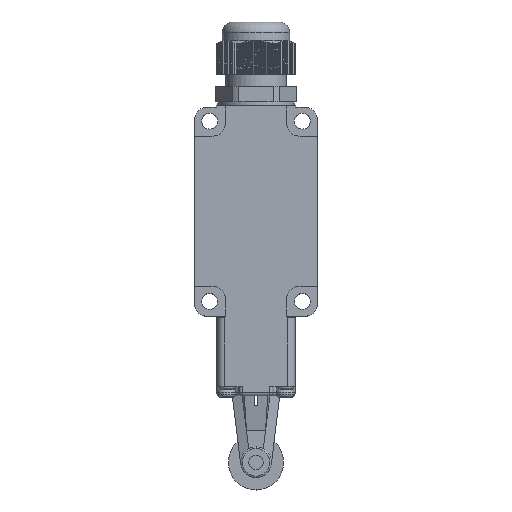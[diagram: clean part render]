
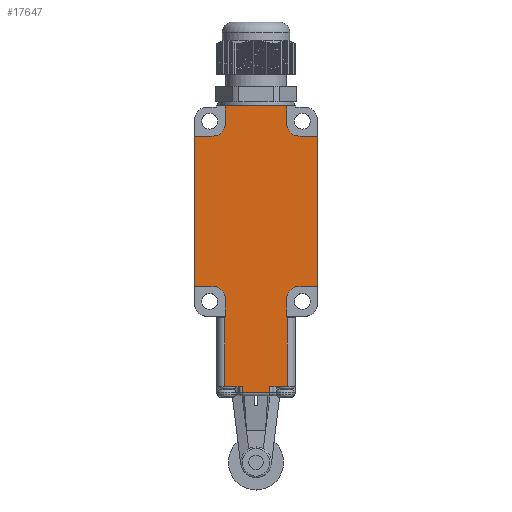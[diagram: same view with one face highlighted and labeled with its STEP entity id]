
A CAD part, top view. The second image highlights one B-rep face of the part: STEP entity #17647.
In plain terms, the highlighted face is planar.
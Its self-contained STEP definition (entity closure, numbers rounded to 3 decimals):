
#11817=DIRECTION('',(1.,0.,0.));
#11818=VECTOR('',#11817,5.75);
#11819=CARTESIAN_POINT('',(-10.25,0.,-56.9));
#11820=LINE('',#11819,#11818);
#11834=DIRECTION('',(1.,0.,0.));
#11835=VECTOR('',#11834,5.75);
#11836=CARTESIAN_POINT('',(4.5,0.,-56.9));
#11837=LINE('',#11836,#11835);
#12051=DIRECTION('',(0.,0.,1.));
#12052=VECTOR('',#12051,2.);
#12053=CARTESIAN_POINT('',(4.5,0.,-58.9));
#12054=LINE('',#12053,#12052);
#12055=DIRECTION('',(-1.,0.,0.));
#12056=VECTOR('',#12055,9.);
#12057=CARTESIAN_POINT('',(4.5,0.,-58.9));
#12058=LINE('',#12057,#12056);
#12059=DIRECTION('',(0.,0.,-1.));
#12060=VECTOR('',#12059,2.);
#12061=CARTESIAN_POINT('',(-4.5,0.,-56.9));
#12062=LINE('',#12061,#12060);
#12063=DIRECTION('',(1.,0.,0.));
#12064=VECTOR('',#12063,3.);
#12065=CARTESIAN_POINT('',(-13.,0.,-34.));
#12066=LINE('',#12065,#12064);
#12067=DIRECTION('',(0.,0.,1.));
#12068=VECTOR('',#12067,5.65);
#12069=CARTESIAN_POINT('',(-10.,0.,-34.));
#12070=LINE('',#12069,#12068);
#12071=CARTESIAN_POINT('',(-14.,0.,-28.35));
#12072=DIRECTION('',(0.,-1.,0.));
#12073=DIRECTION('',(1.,0.,0.));
#12074=AXIS2_PLACEMENT_3D('',#12071,#12072,#12073);
#12076=DIRECTION('',(1.,0.,0.));
#12077=VECTOR('',#12076,6.);
#12078=CARTESIAN_POINT('',(-20.,0.,-24.35));
#12079=LINE('',#12078,#12077);
#12080=DIRECTION('',(0.,0.,1.));
#12081=VECTOR('',#12080,49.);
#12082=CARTESIAN_POINT('',(-20.,0.,-24.35));
#12083=LINE('',#12082,#12081);
#12084=DIRECTION('',(1.,0.,0.));
#12085=VECTOR('',#12084,6.);
#12086=CARTESIAN_POINT('',(-20.,0.,24.65));
#12087=LINE('',#12086,#12085);
#12088=CARTESIAN_POINT('',(-14.,0.,28.65));
#12089=DIRECTION('',(0.,-1.,0.));
#12090=DIRECTION('',(0.,0.,-1.));
#12091=AXIS2_PLACEMENT_3D('',#12088,#12089,#12090);
#12093=DIRECTION('',(0.,0.,-1.));
#12094=VECTOR('',#12093,5.85);
#12095=CARTESIAN_POINT('',(-10.,0.,34.5));
#12096=LINE('',#12095,#12094);
#12097=DIRECTION('',(1.,0.,0.));
#12098=VECTOR('',#12097,20.);
#12099=CARTESIAN_POINT('',(-10.,0.,34.5));
#12100=LINE('',#12099,#12098);
#12101=DIRECTION('',(0.,0.,-1.));
#12102=VECTOR('',#12101,5.85);
#12103=CARTESIAN_POINT('',(10.,0.,34.5));
#12104=LINE('',#12103,#12102);
#12105=CARTESIAN_POINT('',(14.,0.,28.65));
#12106=DIRECTION('',(0.,-1.,0.));
#12107=DIRECTION('',(-1.,0.,0.));
#12108=AXIS2_PLACEMENT_3D('',#12105,#12106,#12107);
#12110=DIRECTION('',(-1.,0.,0.));
#12111=VECTOR('',#12110,6.);
#12112=CARTESIAN_POINT('',(20.,0.,24.65));
#12113=LINE('',#12112,#12111);
#12114=DIRECTION('',(0.,0.,-1.));
#12115=VECTOR('',#12114,49.);
#12116=CARTESIAN_POINT('',(20.,0.,24.65));
#12117=LINE('',#12116,#12115);
#12118=DIRECTION('',(-1.,0.,0.));
#12119=VECTOR('',#12118,6.);
#12120=CARTESIAN_POINT('',(20.,0.,-24.35));
#12121=LINE('',#12120,#12119);
#12122=CARTESIAN_POINT('',(14.,0.,-28.35));
#12123=DIRECTION('',(0.,-1.,0.));
#12124=DIRECTION('',(0.,0.,1.));
#12125=AXIS2_PLACEMENT_3D('',#12122,#12123,#12124);
#12127=DIRECTION('',(0.,0.,-1.));
#12128=VECTOR('',#12127,5.65);
#12129=CARTESIAN_POINT('',(10.,0.,-28.35));
#12130=LINE('',#12129,#12128);
#12131=DIRECTION('',(1.,0.,0.));
#12132=VECTOR('',#12131,3.);
#12133=CARTESIAN_POINT('',(10.,0.,-34.));
#12134=LINE('',#12133,#12132);
#12135=DIRECTION('',(0.,0.,-1.));
#12136=VECTOR('',#12135,0.5);
#12137=CARTESIAN_POINT('',(13.,0.,-34.));
#12138=LINE('',#12137,#12136);
#12139=DIRECTION('',(0.,0.,-1.));
#12140=VECTOR('',#12139,22.4);
#12141=CARTESIAN_POINT('',(10.25,0.,-34.5));
#12142=LINE('',#12141,#12140);
#12369=DIRECTION('',(-1.,0.,0.));
#12370=VECTOR('',#12369,2.75);
#12371=CARTESIAN_POINT('',(13.,0.,-34.5));
#12372=LINE('',#12371,#12370);
#12408=DIRECTION('',(-1.,0.,0.));
#12409=VECTOR('',#12408,2.75);
#12410=CARTESIAN_POINT('',(-10.25,0.,-34.5));
#12411=LINE('',#12410,#12409);
#14678=DIRECTION('',(0.,0.,-1.));
#14679=VECTOR('',#14678,0.5);
#14680=CARTESIAN_POINT('',(-13.,0.,-34.));
#14681=LINE('',#14680,#14679);
#14704=DIRECTION('',(0.,0.,-1.));
#14705=VECTOR('',#14704,22.4);
#14706=CARTESIAN_POINT('',(-10.25,0.,-34.5));
#14707=LINE('',#14706,#14705);
#16219=CARTESIAN_POINT('',(13.,0.,-34.5));
#16220=VERTEX_POINT('',#16219);
#16221=CARTESIAN_POINT('',(-13.,0.,-34.5));
#16223=VERTEX_POINT('',#16221);
#16527=CARTESIAN_POINT('',(20.,0.,-24.35));
#16528=CARTESIAN_POINT('',(14.,0.,-24.35));
#16529=VERTEX_POINT('',#16527);
#16530=VERTEX_POINT('',#16528);
#16531=CARTESIAN_POINT('',(10.,0.,-28.35));
#16532=VERTEX_POINT('',#16531);
#16533=CARTESIAN_POINT('',(10.,0.,-34.));
#16534=VERTEX_POINT('',#16533);
#16535=CARTESIAN_POINT('',(13.,0.,-34.));
#16536=VERTEX_POINT('',#16535);
#16537=CARTESIAN_POINT('',(-13.,0.,-34.));
#16538=CARTESIAN_POINT('',(-10.,0.,-34.));
#16539=VERTEX_POINT('',#16537);
#16540=VERTEX_POINT('',#16538);
#16541=CARTESIAN_POINT('',(-10.,0.,-28.35));
#16542=VERTEX_POINT('',#16541);
#16543=CARTESIAN_POINT('',(-14.,0.,-24.35));
#16544=VERTEX_POINT('',#16543);
#16545=CARTESIAN_POINT('',(-20.,0.,-24.35));
#16546=VERTEX_POINT('',#16545);
#16547=CARTESIAN_POINT('',(10.,0.,34.5));
#16548=CARTESIAN_POINT('',(10.,0.,28.65));
#16549=VERTEX_POINT('',#16547);
#16550=VERTEX_POINT('',#16548);
#16551=CARTESIAN_POINT('',(14.,0.,24.65));
#16552=VERTEX_POINT('',#16551);
#16553=CARTESIAN_POINT('',(20.,0.,24.65));
#16554=VERTEX_POINT('',#16553);
#16555=CARTESIAN_POINT('',(-20.,0.,24.65));
#16556=CARTESIAN_POINT('',(-14.,0.,24.65));
#16557=VERTEX_POINT('',#16555);
#16558=VERTEX_POINT('',#16556);
#16559=CARTESIAN_POINT('',(-10.,0.,28.65));
#16560=VERTEX_POINT('',#16559);
#16561=CARTESIAN_POINT('',(-10.,0.,34.5));
#16562=VERTEX_POINT('',#16561);
#16671=CARTESIAN_POINT('',(10.25,0.,-34.5));
#16672=VERTEX_POINT('',#16671);
#16673=CARTESIAN_POINT('',(-10.25,0.,-34.5));
#16674=VERTEX_POINT('',#16673);
#16700=CARTESIAN_POINT('',(10.25,0.,-56.9));
#16702=VERTEX_POINT('',#16700);
#16703=CARTESIAN_POINT('',(-10.25,0.,-56.9));
#16705=VERTEX_POINT('',#16703);
#16727=CARTESIAN_POINT('',(4.5,0.,-58.9));
#16728=CARTESIAN_POINT('',(4.5,0.,-56.9));
#16729=VERTEX_POINT('',#16727);
#16730=VERTEX_POINT('',#16728);
#16755=CARTESIAN_POINT('',(-4.5,0.,-58.9));
#16756=VERTEX_POINT('',#16755);
#16759=CARTESIAN_POINT('',(-4.5,0.,-56.9));
#16760=VERTEX_POINT('',#16759);
#17588=CARTESIAN_POINT('',(0.,0.,0.));
#17589=DIRECTION('',(0.,1.,0.));
#17590=DIRECTION('',(1.,0.,0.));
#17591=AXIS2_PLACEMENT_3D('',#17588,#17589,#17590);
#17592=PLANE('',#17591);
#17593=ORIENTED_EDGE('',*,*,#17556,.F.);
#17594=ORIENTED_EDGE('',*,*,#17579,.T.);
#17596=ORIENTED_EDGE('',*,*,#17595,.F.);
#17597=ORIENTED_EDGE('',*,*,#17301,.F.);
#17599=ORIENTED_EDGE('',*,*,#17598,.F.);
#17601=ORIENTED_EDGE('',*,*,#17600,.T.);
#17603=ORIENTED_EDGE('',*,*,#17602,.F.);
#17605=ORIENTED_EDGE('',*,*,#17604,.T.);
#17607=ORIENTED_EDGE('',*,*,#17606,.T.);
#17609=ORIENTED_EDGE('',*,*,#17608,.T.);
#17611=ORIENTED_EDGE('',*,*,#17610,.F.);
#17613=ORIENTED_EDGE('',*,*,#17612,.T.);
#17615=ORIENTED_EDGE('',*,*,#17614,.T.);
#17617=ORIENTED_EDGE('',*,*,#17616,.T.);
#17619=ORIENTED_EDGE('',*,*,#17618,.F.);
#17621=ORIENTED_EDGE('',*,*,#17620,.T.);
#17623=ORIENTED_EDGE('',*,*,#17622,.T.);
#17625=ORIENTED_EDGE('',*,*,#17624,.T.);
#17627=ORIENTED_EDGE('',*,*,#17626,.F.);
#17629=ORIENTED_EDGE('',*,*,#17628,.T.);
#17631=ORIENTED_EDGE('',*,*,#17630,.T.);
#17633=ORIENTED_EDGE('',*,*,#17632,.T.);
#17635=ORIENTED_EDGE('',*,*,#17634,.T.);
#17637=ORIENTED_EDGE('',*,*,#17636,.T.);
#17639=ORIENTED_EDGE('',*,*,#17638,.T.);
#17641=ORIENTED_EDGE('',*,*,#17640,.T.);
#17643=ORIENTED_EDGE('',*,*,#17642,.T.);
#17644=ORIENTED_EDGE('',*,*,#17327,.F.);
#17645=EDGE_LOOP('',(#17593,#17594,#17596,#17597,#17599,#17601,#17603,#17605,
#17607,#17609,#17611,#17613,#17615,#17617,#17619,#17621,#17623,#17625,#17627,
#17629,#17631,#17633,#17635,#17637,#17639,#17641,#17643,#17644));
#17646=FACE_OUTER_BOUND('',#17645,.F.);
#12075=CIRCLE('',#12074,4.);
#12092=CIRCLE('',#12091,4.);
#12109=CIRCLE('',#12108,4.);
#12126=CIRCLE('',#12125,4.);
#17301=EDGE_CURVE('',#16705,#16760,#11820,.T.);
#17327=EDGE_CURVE('',#16730,#16702,#11837,.T.);
#17556=EDGE_CURVE('',#16729,#16730,#12054,.T.);
#17579=EDGE_CURVE('',#16729,#16756,#12058,.T.);
#17595=EDGE_CURVE('',#16760,#16756,#12062,.T.);
#17598=EDGE_CURVE('',#16674,#16705,#14707,.T.);
#17600=EDGE_CURVE('',#16674,#16223,#12411,.T.);
#17602=EDGE_CURVE('',#16539,#16223,#14681,.T.);
#17604=EDGE_CURVE('',#16539,#16540,#12066,.T.);
#17606=EDGE_CURVE('',#16540,#16542,#12070,.T.);
#17608=EDGE_CURVE('',#16542,#16544,#12075,.T.);
#17610=EDGE_CURVE('',#16546,#16544,#12079,.T.);
#17612=EDGE_CURVE('',#16546,#16557,#12083,.T.);
#17614=EDGE_CURVE('',#16557,#16558,#12087,.T.);
#17616=EDGE_CURVE('',#16558,#16560,#12092,.T.);
#17618=EDGE_CURVE('',#16562,#16560,#12096,.T.);
#17620=EDGE_CURVE('',#16562,#16549,#12100,.T.);
#17622=EDGE_CURVE('',#16549,#16550,#12104,.T.);
#17624=EDGE_CURVE('',#16550,#16552,#12109,.T.);
#17626=EDGE_CURVE('',#16554,#16552,#12113,.T.);
#17628=EDGE_CURVE('',#16554,#16529,#12117,.T.);
#17630=EDGE_CURVE('',#16529,#16530,#12121,.T.);
#17632=EDGE_CURVE('',#16530,#16532,#12126,.T.);
#17634=EDGE_CURVE('',#16532,#16534,#12130,.T.);
#17636=EDGE_CURVE('',#16534,#16536,#12134,.T.);
#17638=EDGE_CURVE('',#16536,#16220,#12138,.T.);
#17640=EDGE_CURVE('',#16220,#16672,#12372,.T.);
#17642=EDGE_CURVE('',#16672,#16702,#12142,.T.);
#17647=ADVANCED_FACE('',(#17646),#17592,.F.);
